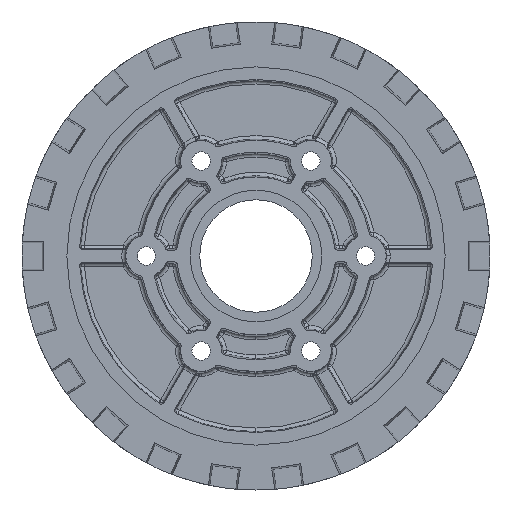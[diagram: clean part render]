
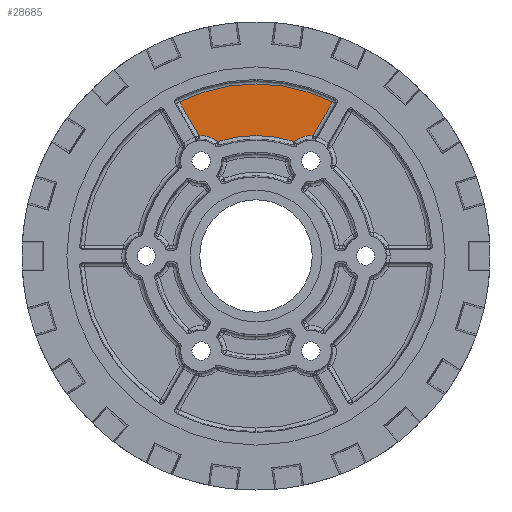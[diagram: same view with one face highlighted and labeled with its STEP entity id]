
A CAD part, left-side view. The second image highlights one B-rep face of the part: STEP entity #28685.
In plain terms, the highlighted planar face has unit normal (-1, 0, 0).
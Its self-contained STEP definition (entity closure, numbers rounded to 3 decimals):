
#1726 = FACE_OUTER_BOUND ( 'NONE', #22026, .T. ) ;
#2411 = VERTEX_POINT ( 'NONE', #2880 ) ;
#2441 = VERTEX_POINT ( 'NONE', #2854 ) ;
#2446 = VERTEX_POINT ( 'NONE', #2775 ) ;
#2463 = VERTEX_POINT ( 'NONE', #2706 ) ;
#2706 = CARTESIAN_POINT ( 'NONE',  ( -1.587, 8.305, 24.799 ) ) ;
#2775 = CARTESIAN_POINT ( 'NONE',  ( -1.587, -8.305, 24.799 ) ) ;
#2854 = CARTESIAN_POINT ( 'NONE',  ( -1.587, -12.377, 26.117 ) ) ;
#2880 = CARTESIAN_POINT ( 'NONE',  ( -1.587, 16.611, 33.45 ) ) ;
#7206 = VECTOR ( 'NONE', #20958, 1000. ) ;
#7223 = LINE ( 'NONE', #20957, #7206 ) ;
#7239 = CIRCLE ( 'NONE', #17114, 26.152 ) ;
#7246 = LINE ( 'NONE', #21016, #7247 ) ;
#7247 = VECTOR ( 'NONE', #21017, 1000. ) ;
#7250 = CIRCLE ( 'NONE', #17120, 37.348 ) ;
#7259 = CIRCLE ( 'NONE', #17124, 5.515 ) ;
#7264 = CIRCLE ( 'NONE', #17128, 5.515 ) ;
#10640 = ORIENTED_EDGE ( 'NONE', *, *, #17934, .T. ) ;
#10644 = ORIENTED_EDGE ( 'NONE', *, *, #17917, .T. ) ;
#10667 = ORIENTED_EDGE ( 'NONE', *, *, #17901, .T. ) ;
#10668 = ORIENTED_EDGE ( 'NONE', *, *, #17921, .T. ) ;
#10687 = ORIENTED_EDGE ( 'NONE', *, *, #17911, .T. ) ;
#10708 = ORIENTED_EDGE ( 'NONE', *, *, #17928, .T. ) ;
#13468 = PLANE ( 'NONE',  #15043 ) ;
#13471 = CARTESIAN_POINT ( 'NONE',  ( -1.587, 0., 0. ) ) ;
#13477 = DIRECTION ( 'NONE',  ( 1., 0., 0. ) ) ;
#13478 = DIRECTION ( 'NONE',  ( 0., 0., -1. ) ) ;
#15043 = AXIS2_PLACEMENT_3D ( 'NONE', #13471, #13477, #13478 ) ;
#16263 = CARTESIAN_POINT ( 'NONE',  ( -1.587, -16.611, 33.45 ) ) ;
#16271 = CARTESIAN_POINT ( 'NONE',  ( -1.587, 12.377, 26.117 ) ) ;
#17114 = AXIS2_PLACEMENT_3D ( 'NONE', #20991, #21002, #21003 ) ;
#17120 = AXIS2_PLACEMENT_3D ( 'NONE', #21036, #21037, #21038 ) ;
#17124 = AXIS2_PLACEMENT_3D ( 'NONE', #21059, #21060, #21061 ) ;
#17128 = AXIS2_PLACEMENT_3D ( 'NONE', #21072, #21080, #21081 ) ;
#17290 = VERTEX_POINT ( 'NONE', #16263 ) ;
#17298 = VERTEX_POINT ( 'NONE', #16271 ) ;
#17901 = EDGE_CURVE ( 'NONE', #2441, #17290, #7223, .T. ) ;
#17911 = EDGE_CURVE ( 'NONE', #2463, #2446, #7239, .T. ) ;
#17917 = EDGE_CURVE ( 'NONE', #2411, #17298, #7246, .T. ) ;
#17921 = EDGE_CURVE ( 'NONE', #17290, #2411, #7250, .T. ) ;
#17928 = EDGE_CURVE ( 'NONE', #2446, #2441, #7259, .T. ) ;
#17934 = EDGE_CURVE ( 'NONE', #17298, #2463, #7264, .T. ) ;
#20957 = CARTESIAN_POINT ( 'NONE',  ( -1.587, -17.022, 34.162 ) ) ;
#20958 = DIRECTION ( 'NONE',  ( 0., -0.5, 0.866 ) ) ;
#20991 = CARTESIAN_POINT ( 'NONE',  ( -1.587, 0., 0. ) ) ;
#21002 = DIRECTION ( 'NONE',  ( 1., 0., 0. ) ) ;
#21003 = DIRECTION ( 'NONE',  ( 0., 0., -1. ) ) ;
#21016 = CARTESIAN_POINT ( 'NONE',  ( -1.587, -2.026, 1.17 ) ) ;
#21017 = DIRECTION ( 'NONE',  ( 0., -0.5, -0.866 ) ) ;
#21036 = CARTESIAN_POINT ( 'NONE',  ( -1.587, 0., 0. ) ) ;
#21037 = DIRECTION ( 'NONE',  ( -1., 0., 0. ) ) ;
#21038 = DIRECTION ( 'NONE',  ( 0., 0., -1. ) ) ;
#21059 = CARTESIAN_POINT ( 'NONE',  ( -1.587, -11.906, 20.622 ) ) ;
#21060 = DIRECTION ( 'NONE',  ( 1., 0., 0. ) ) ;
#21061 = DIRECTION ( 'NONE',  ( 0., 0., -1. ) ) ;
#21072 = CARTESIAN_POINT ( 'NONE',  ( -1.587, 11.906, 20.622 ) ) ;
#21080 = DIRECTION ( 'NONE',  ( 1., 0., 0. ) ) ;
#21081 = DIRECTION ( 'NONE',  ( 0., 0., -1. ) ) ;
#22026 = EDGE_LOOP ( 'NONE', ( #10644, #10640, #10687, #10708, #10667, #10668 ) ) ;
#28685 = ADVANCED_FACE ( 'NONE', ( #1726 ), #13468, .F. ) ;
